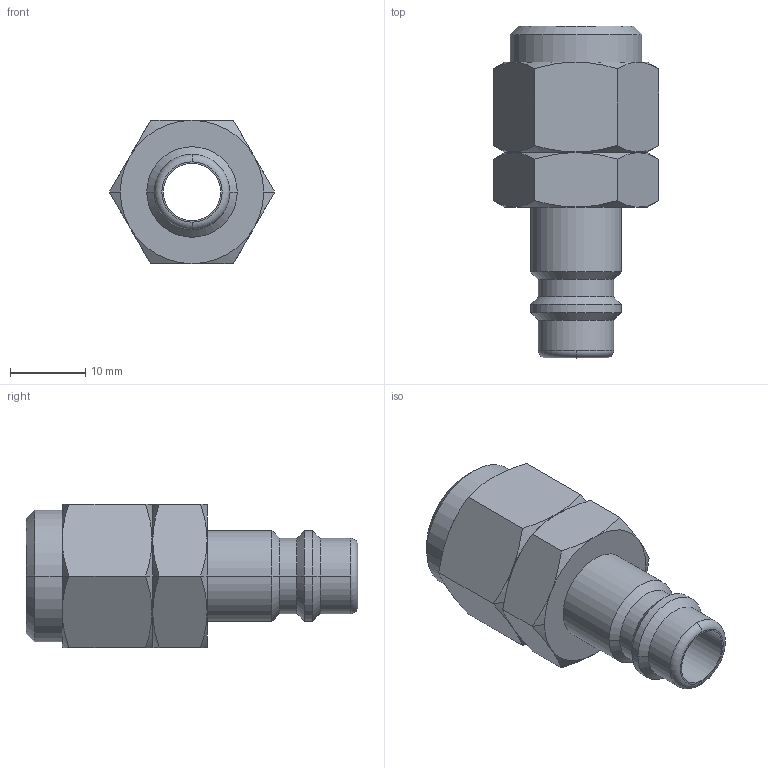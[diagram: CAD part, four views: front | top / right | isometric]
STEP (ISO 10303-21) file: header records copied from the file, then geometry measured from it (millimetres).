
FILE_DESCRIPTION(('STEP AP214'),'1');
FILE_NAME('esi_8_sq.stp','2020-03-05T08:54:18',('TraceParts'),('TraceParts S.A.'),'Spatial InterOp 3D',' ',' ');
FILE_SCHEMA(('automotive_design'));
Length unit declared in the file: millimetre
Products named in the file (1): 1
Bounding box: 21.94 x 44 x 19 mm (x, y, z)
Volume: 7036.1 mm3; surface area: 3873.3 mm2
Topology: 1 solids, 1 shells, 74 faces, 159 edges, 91 vertices
Faces by surface type: cone 40, plane 18, cylinder 14, torus 2
Entity records: 2632 total; most frequent: CARTESIAN_POINT 517, DIRECTION 330, ORIENTED_EDGE 318, EDGE_CURVE 159, AXIS2_PLACEMENT_3D 144, VERTEX_POINT 91, EDGE_LOOP 80, STYLED_ITEM 74
